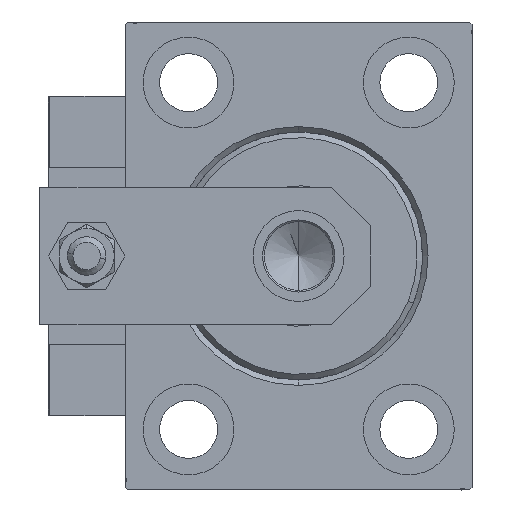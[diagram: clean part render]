
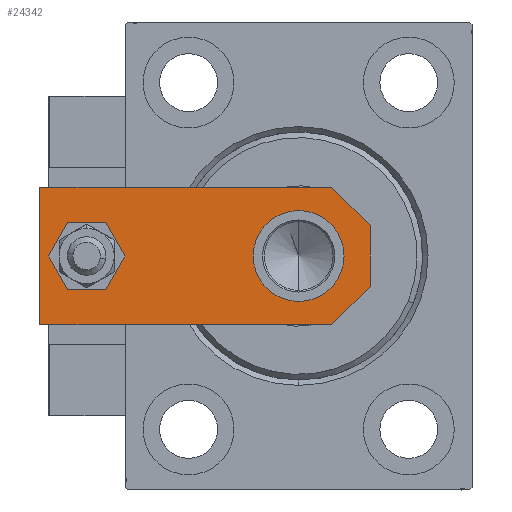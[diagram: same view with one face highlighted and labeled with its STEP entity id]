
A CAD part, left-side view. The second image highlights one B-rep face of the part: STEP entity #24342.
In plain terms, the highlighted face is planar.
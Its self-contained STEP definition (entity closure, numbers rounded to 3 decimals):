
#27 = VECTOR ( 'NONE', #2941, 1000. ) ;
#986 = VECTOR ( 'NONE', #16258, 1000. ) ;
#1114 = CARTESIAN_POINT ( 'NONE',  ( 12.5, 7., 6. ) ) ;
#1160 = AXIS2_PLACEMENT_3D ( 'NONE', #45322, #10734, #34189 ) ;
#1439 = VERTEX_POINT ( 'NONE', #11849 ) ;
#1900 = ORIENTED_EDGE ( 'NONE', *, *, #30176, .F. ) ;
#2015 = VERTEX_POINT ( 'NONE', #1114 ) ;
#2609 = EDGE_LOOP ( 'NONE', ( #11079, #46598 ) ) ;
#2941 = DIRECTION ( 'NONE',  ( 0.707, -0.707, 0. ) ) ;
#3137 = ORIENTED_EDGE ( 'NONE', *, *, #13743, .T. ) ;
#3399 = VECTOR ( 'NONE', #17060, 1000. ) ;
#3721 = CIRCLE ( 'NONE', #40671, 8.25 ) ;
#3863 = LINE ( 'NONE', #35820, #16515 ) ;
#4422 = AXIS2_PLACEMENT_3D ( 'NONE', #14334, #25953, #45072 ) ;
#4888 = VERTEX_POINT ( 'NONE', #30779 ) ;
#5434 = CARTESIAN_POINT ( 'NONE',  ( 4., 51.5, 6. ) ) ;
#5492 = EDGE_CURVE ( 'NONE', #2015, #42340, #3863, .T. ) ;
#6375 = PLANE ( 'NONE',  #1160 ) ;
#6515 = VERTEX_POINT ( 'NONE', #27712 ) ;
#6785 = AXIS2_PLACEMENT_3D ( 'NONE', #30287, #22050, #42681 ) ;
#6885 = VERTEX_POINT ( 'NONE', #23605 ) ;
#7739 = CIRCLE ( 'NONE', #4422, 4. ) ;
#9434 = EDGE_CURVE ( 'NONE', #6885, #9668, #14503, .T. ) ;
#9668 = VERTEX_POINT ( 'NONE', #34039 ) ;
#10734 = DIRECTION ( 'NONE',  ( 0., 0., 1. ) ) ;
#10775 = LINE ( 'NONE', #11026, #25570 ) ;
#10965 = EDGE_CURVE ( 'NONE', #19457, #6885, #24665, .T. ) ;
#11026 = CARTESIAN_POINT ( 'NONE',  ( -12.5, 0., 6. ) ) ;
#11079 = ORIENTED_EDGE ( 'NONE', *, *, #46293, .F. ) ;
#11849 = CARTESIAN_POINT ( 'NONE',  ( 5.5, 0., 6. ) ) ;
#12002 = ORIENTED_EDGE ( 'NONE', *, *, #5492, .T. ) ;
#12344 = DIRECTION ( 'NONE',  ( 0., 1., 0. ) ) ;
#13743 = EDGE_CURVE ( 'NONE', #9668, #1439, #10775, .T. ) ;
#14334 = CARTESIAN_POINT ( 'NONE',  ( 0., 51.5, 6. ) ) ;
#14503 = LINE ( 'NONE', #34608, #27 ) ;
#15737 = LINE ( 'NONE', #40004, #986 ) ;
#15967 = CARTESIAN_POINT ( 'NONE',  ( 0., 13., 6. ) ) ;
#15998 = EDGE_LOOP ( 'NONE', ( #27206, #17187, #3137, #26540, #12002, #16012 ) ) ;
#16012 = ORIENTED_EDGE ( 'NONE', *, *, #17604, .T. ) ;
#16258 = DIRECTION ( 'NONE',  ( 0.707, 0.707, 0. ) ) ;
#16515 = VECTOR ( 'NONE', #12344, 1000. ) ;
#17022 = CARTESIAN_POINT ( 'NONE',  ( -12.5, 60., 6. ) ) ;
#17060 = DIRECTION ( 'NONE',  ( -1., 0., 0. ) ) ;
#17187 = ORIENTED_EDGE ( 'NONE', *, *, #9434, .T. ) ;
#17604 = EDGE_CURVE ( 'NONE', #42340, #19457, #21184, .T. ) ;
#18256 = CARTESIAN_POINT ( 'NONE',  ( 0., 13., 6. ) ) ;
#18720 = FACE_BOUND ( 'NONE', #41017, .T. ) ;
#18761 = DIRECTION ( 'NONE',  ( 1., 0., 0. ) ) ;
#19457 = VERTEX_POINT ( 'NONE', #17022 ) ;
#19481 = VERTEX_POINT ( 'NONE', #5434 ) ;
#20816 = DIRECTION ( 'NONE',  ( 0., -1., 0. ) ) ;
#21184 = LINE ( 'NONE', #44671, #3399 ) ;
#21585 = FACE_BOUND ( 'NONE', #2609, .T. ) ;
#22050 = DIRECTION ( 'NONE',  ( 0., 0., 1. ) ) ;
#23605 = CARTESIAN_POINT ( 'NONE',  ( -12.5, 7., 6. ) ) ;
#23961 = DIRECTION ( 'NONE',  ( 1., 0., 0. ) ) ;
#24331 = VERTEX_POINT ( 'NONE', #29563 ) ;
#24342 = ADVANCED_FACE ( 'NONE', ( #21585, #45571, #18720 ), #6375, .T. ) ;
#24385 = EDGE_CURVE ( 'NONE', #19481, #24331, #7739, .T. ) ;
#24665 = LINE ( 'NONE', #36548, #28020 ) ;
#25570 = VECTOR ( 'NONE', #18761, 1000. ) ;
#25953 = DIRECTION ( 'NONE',  ( 0., 0., 1. ) ) ;
#26237 = DIRECTION ( 'NONE',  ( 0., 0., 1. ) ) ;
#26540 = ORIENTED_EDGE ( 'NONE', *, *, #44612, .T. ) ;
#26983 = EDGE_CURVE ( 'NONE', #4888, #6515, #3721, .T. ) ;
#27206 = ORIENTED_EDGE ( 'NONE', *, *, #10965, .T. ) ;
#27712 = CARTESIAN_POINT ( 'NONE',  ( 8.25, 13., 6. ) ) ;
#28020 = VECTOR ( 'NONE', #20816, 1000. ) ;
#28191 = CIRCLE ( 'NONE', #6785, 4. ) ;
#29563 = CARTESIAN_POINT ( 'NONE',  ( -4., 51.5, 6. ) ) ;
#30176 = EDGE_CURVE ( 'NONE', #6515, #4888, #33315, .T. ) ;
#30287 = CARTESIAN_POINT ( 'NONE',  ( 0., 51.5, 6. ) ) ;
#30558 = ORIENTED_EDGE ( 'NONE', *, *, #26983, .F. ) ;
#30779 = CARTESIAN_POINT ( 'NONE',  ( -8.25, 13., 6. ) ) ;
#32690 = CARTESIAN_POINT ( 'NONE',  ( 12.5, 60., 6. ) ) ;
#33315 = CIRCLE ( 'NONE', #35798, 8.25 ) ;
#34039 = CARTESIAN_POINT ( 'NONE',  ( -5.5, 0., 6. ) ) ;
#34189 = DIRECTION ( 'NONE',  ( 1., 0., 0. ) ) ;
#34608 = CARTESIAN_POINT ( 'NONE',  ( -2.75, -2.75, 6. ) ) ;
#35798 = AXIS2_PLACEMENT_3D ( 'NONE', #18256, #26237, #42512 ) ;
#35820 = CARTESIAN_POINT ( 'NONE',  ( 12.5, 0., 6. ) ) ;
#36091 = DIRECTION ( 'NONE',  ( 0., 0., 1. ) ) ;
#36548 = CARTESIAN_POINT ( 'NONE',  ( -12.5, 60., 6. ) ) ;
#40004 = CARTESIAN_POINT ( 'NONE',  ( 2.75, -2.75, 6. ) ) ;
#40671 = AXIS2_PLACEMENT_3D ( 'NONE', #15967, #36091, #23961 ) ;
#41017 = EDGE_LOOP ( 'NONE', ( #30558, #1900 ) ) ;
#42340 = VERTEX_POINT ( 'NONE', #32690 ) ;
#42512 = DIRECTION ( 'NONE',  ( 1., 0., 0. ) ) ;
#42681 = DIRECTION ( 'NONE',  ( 1., 0., 0. ) ) ;
#44612 = EDGE_CURVE ( 'NONE', #1439, #2015, #15737, .T. ) ;
#44671 = CARTESIAN_POINT ( 'NONE',  ( 12.5, 60., 6. ) ) ;
#45072 = DIRECTION ( 'NONE',  ( 1., 0., 0. ) ) ;
#45322 = CARTESIAN_POINT ( 'NONE',  ( 0., 0., 6. ) ) ;
#45571 = FACE_OUTER_BOUND ( 'NONE', #15998, .T. ) ;
#46293 = EDGE_CURVE ( 'NONE', #24331, #19481, #28191, .T. ) ;
#46598 = ORIENTED_EDGE ( 'NONE', *, *, #24385, .F. ) ;
